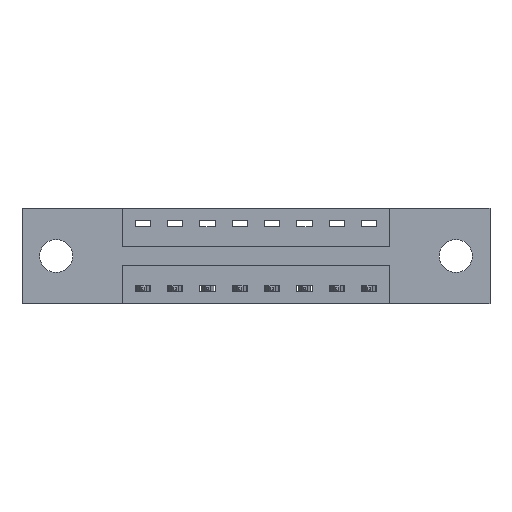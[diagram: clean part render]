
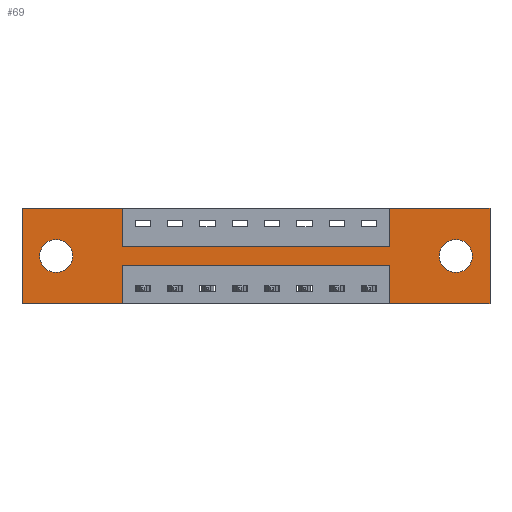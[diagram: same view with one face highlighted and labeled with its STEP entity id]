
A CAD part, front view. The second image highlights one B-rep face of the part: STEP entity #69.
In plain terms, the highlighted planar face has unit normal (0, -1, 0).
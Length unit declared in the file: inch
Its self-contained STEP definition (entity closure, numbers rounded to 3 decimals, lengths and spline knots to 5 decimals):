
#12 = ORIENTED_EDGE ( 'NONE', *, *, #9058, .F. ) ;
#27 = CARTESIAN_POINT ( 'NONE',  ( 1.4225, 0., -0.37 ) ) ;
#69 = ADVANCED_FACE ( 'NONE', ( #1372, #7261, #7035 ), #4257, .T. ) ;
#180 = EDGE_LOOP ( 'NONE', ( #6070, #7021 ) ) ;
#200 = CARTESIAN_POINT ( 'NONE',  ( 0., 0., 0. ) ) ;
#205 = CARTESIAN_POINT ( 'NONE',  ( 0.3875, 0., -0.15 ) ) ;
#217 = EDGE_CURVE ( 'NONE', #2969, #2409, #5248, .T. ) ;
#233 = LINE ( 'NONE', #3356, #6039 ) ;
#235 = CARTESIAN_POINT ( 'NONE',  ( 1.4225, 0., 0. ) ) ;
#300 = DIRECTION ( 'NONE',  ( 0., 1., 0. ) ) ;
#320 = VERTEX_POINT ( 'NONE', #1796 ) ;
#328 = VERTEX_POINT ( 'NONE', #27 ) ;
#379 = VERTEX_POINT ( 'NONE', #5913 ) ;
#402 = CARTESIAN_POINT ( 'NONE',  ( 1.6775, 0., -0.185 ) ) ;
#411 = EDGE_CURVE ( 'NONE', #4787, #320, #1115, .T. ) ;
#509 = VECTOR ( 'NONE', #6645, 39.37008 ) ;
#624 = DIRECTION ( 'NONE',  ( 0., 0., 1. ) ) ;
#640 = VERTEX_POINT ( 'NONE', #200 ) ;
#647 = CARTESIAN_POINT ( 'NONE',  ( 0., 0., 0. ) ) ;
#802 = VECTOR ( 'NONE', #5574, 39.37008 ) ;
#933 = VECTOR ( 'NONE', #5440, 39.37008 ) ;
#1005 = VECTOR ( 'NONE', #4930, 39.37008 ) ;
#1006 = AXIS2_PLACEMENT_3D ( 'NONE', #4913, #300, #5637 ) ;
#1041 = DIRECTION ( 'NONE',  ( 0., 0., 1. ) ) ;
#1115 = LINE ( 'NONE', #5031, #2994 ) ;
#1230 = DIRECTION ( 'NONE',  ( 0., 0., -1. ) ) ;
#1372 = FACE_BOUND ( 'NONE', #180, .T. ) ;
#1375 = CARTESIAN_POINT ( 'NONE',  ( 1.81, 0., -0.37 ) ) ;
#1467 = VECTOR ( 'NONE', #9171, 39.37008 ) ;
#1481 = DIRECTION ( 'NONE',  ( 0., 1., 0. ) ) ;
#1517 = CARTESIAN_POINT ( 'NONE',  ( 0.1325, 0., -0.121 ) ) ;
#1648 = DIRECTION ( 'NONE',  ( 0., 0., -1. ) ) ;
#1695 = DIRECTION ( 'NONE',  ( 0., 0., 1. ) ) ;
#1796 = CARTESIAN_POINT ( 'NONE',  ( 0.3875, 0., -0.22 ) ) ;
#2197 = CARTESIAN_POINT ( 'NONE',  ( 1.81, 0., 0. ) ) ;
#2256 = AXIS2_PLACEMENT_3D ( 'NONE', #5949, #1481, #6664 ) ;
#2409 = VERTEX_POINT ( 'NONE', #235 ) ;
#2451 = ORIENTED_EDGE ( 'NONE', *, *, #7951, .F. ) ;
#2681 = EDGE_CURVE ( 'NONE', #2409, #9273, #4603, .T. ) ;
#2969 = VERTEX_POINT ( 'NONE', #4806 ) ;
#2970 = DIRECTION ( 'NONE',  ( 1., 0., 0. ) ) ;
#2994 = VECTOR ( 'NONE', #6004, 39.37008 ) ;
#3070 = LINE ( 'NONE', #4002, #933 ) ;
#3105 = EDGE_CURVE ( 'NONE', #4023, #9166, #5046, .T. ) ;
#3327 = VECTOR ( 'NONE', #1695, 39.37008 ) ;
#3356 = CARTESIAN_POINT ( 'NONE',  ( 0., 0., -0.37 ) ) ;
#3448 = CIRCLE ( 'NONE', #2256, 0.064 ) ;
#3477 = ORIENTED_EDGE ( 'NONE', *, *, #6115, .T. ) ;
#3495 = ORIENTED_EDGE ( 'NONE', *, *, #411, .F. ) ;
#3528 = VECTOR ( 'NONE', #3721, 39.37008 ) ;
#3713 = CARTESIAN_POINT ( 'NONE',  ( 0.3875, 0., -0.15 ) ) ;
#3721 = DIRECTION ( 'NONE',  ( 0., 0., -1. ) ) ;
#3722 = EDGE_LOOP ( 'NONE', ( #4113, #3495, #12, #3947, #2451, #6950, #4013, #6933, #6923, #4043, #6958, #6870 ) ) ;
#3731 = EDGE_CURVE ( 'NONE', #8171, #6624, #233, .T. ) ;
#3785 = LINE ( 'NONE', #8482, #1467 ) ;
#3947 = ORIENTED_EDGE ( 'NONE', *, *, #7463, .F. ) ;
#3965 = VERTEX_POINT ( 'NONE', #1517 ) ;
#4002 = CARTESIAN_POINT ( 'NONE',  ( 0., 0., -0.37 ) ) ;
#4013 = ORIENTED_EDGE ( 'NONE', *, *, #217, .F. ) ;
#4023 = VERTEX_POINT ( 'NONE', #7403 ) ;
#4043 = ORIENTED_EDGE ( 'NONE', *, *, #7188, .F. ) ;
#4079 = DIRECTION ( 'NONE',  ( -1., 0., 0. ) ) ;
#4113 = ORIENTED_EDGE ( 'NONE', *, *, #5086, .F. ) ;
#4144 = CARTESIAN_POINT ( 'NONE',  ( 0., 0., 0. ) ) ;
#4228 = CARTESIAN_POINT ( 'NONE',  ( 0.3875, 0., 0. ) ) ;
#4257 = PLANE ( 'NONE',  #5232 ) ;
#4349 = DIRECTION ( 'NONE',  ( 0., 1., 0. ) ) ;
#4380 = AXIS2_PLACEMENT_3D ( 'NONE', #402, #5717, #1230 ) ;
#4420 = CIRCLE ( 'NONE', #5318, 0.064 ) ;
#4603 = LINE ( 'NONE', #647, #509 ) ;
#4787 = VERTEX_POINT ( 'NONE', #8173 ) ;
#4806 = CARTESIAN_POINT ( 'NONE',  ( 1.4225, 0., -0.15 ) ) ;
#4820 = VERTEX_POINT ( 'NONE', #5409 ) ;
#4882 = LINE ( 'NONE', #4144, #802 ) ;
#4913 = CARTESIAN_POINT ( 'NONE',  ( 1.6775, 0., -0.185 ) ) ;
#4930 = DIRECTION ( 'NONE',  ( 0., 0., -1. ) ) ;
#4998 = LINE ( 'NONE', #7561, #3327 ) ;
#5031 = CARTESIAN_POINT ( 'NONE',  ( 0.3875, 0., -0.22 ) ) ;
#5036 = EDGE_CURVE ( 'NONE', #379, #8772, #8235, .T. ) ;
#5046 = LINE ( 'NONE', #4228, #1005 ) ;
#5086 = EDGE_CURVE ( 'NONE', #320, #8171, #3785, .T. ) ;
#5232 = AXIS2_PLACEMENT_3D ( 'NONE', #6616, #5735, #1648 ) ;
#5248 = LINE ( 'NONE', #7451, #8788 ) ;
#5318 = AXIS2_PLACEMENT_3D ( 'NONE', #8589, #4349, #9283 ) ;
#5409 = CARTESIAN_POINT ( 'NONE',  ( 0.1325, 0., -0.249 ) ) ;
#5440 = DIRECTION ( 'NONE',  ( -1., 0., 0. ) ) ;
#5568 = CARTESIAN_POINT ( 'NONE',  ( 0., 0., 0. ) ) ;
#5574 = DIRECTION ( 'NONE',  ( 1., 0., 0. ) ) ;
#5637 = DIRECTION ( 'NONE',  ( 0., 0., -1. ) ) ;
#5659 = LINE ( 'NONE', #2197, #3528 ) ;
#5675 = ORIENTED_EDGE ( 'NONE', *, *, #7854, .T. ) ;
#5717 = DIRECTION ( 'NONE',  ( 0., 1., 0. ) ) ;
#5735 = DIRECTION ( 'NONE',  ( 0., -1., 0. ) ) ;
#5913 = CARTESIAN_POINT ( 'NONE',  ( 1.6775, 0., -0.121 ) ) ;
#5949 = CARTESIAN_POINT ( 'NONE',  ( 0.1325, 0., -0.185 ) ) ;
#6004 = DIRECTION ( 'NONE',  ( -1., 0., 0. ) ) ;
#6020 = LINE ( 'NONE', #3713, #9533 ) ;
#6039 = VECTOR ( 'NONE', #4079, 39.37008 ) ;
#6047 = EDGE_CURVE ( 'NONE', #9166, #2969, #6020, .T. ) ;
#6070 = ORIENTED_EDGE ( 'NONE', *, *, #5036, .T. ) ;
#6115 = EDGE_CURVE ( 'NONE', #3965, #4820, #3448, .T. ) ;
#6616 = CARTESIAN_POINT ( 'NONE',  ( 0., 0., -0.37 ) ) ;
#6624 = VERTEX_POINT ( 'NONE', #7133 ) ;
#6645 = DIRECTION ( 'NONE',  ( 1., 0., 0. ) ) ;
#6664 = DIRECTION ( 'NONE',  ( 0., 0., 1. ) ) ;
#6820 = VERTEX_POINT ( 'NONE', #1375 ) ;
#6857 = EDGE_LOOP ( 'NONE', ( #3477, #5675 ) ) ;
#6870 = ORIENTED_EDGE ( 'NONE', *, *, #3731, .F. ) ;
#6923 = ORIENTED_EDGE ( 'NONE', *, *, #3105, .F. ) ;
#6933 = ORIENTED_EDGE ( 'NONE', *, *, #6047, .F. ) ;
#6950 = ORIENTED_EDGE ( 'NONE', *, *, #2681, .F. ) ;
#6958 = ORIENTED_EDGE ( 'NONE', *, *, #7625, .F. ) ;
#7021 = ORIENTED_EDGE ( 'NONE', *, *, #7786, .T. ) ;
#7035 = FACE_OUTER_BOUND ( 'NONE', #3722, .T. ) ;
#7133 = CARTESIAN_POINT ( 'NONE',  ( 0., 0., -0.37 ) ) ;
#7188 = EDGE_CURVE ( 'NONE', #640, #4023, #4882, .T. ) ;
#7261 = FACE_BOUND ( 'NONE', #6857, .T. ) ;
#7403 = CARTESIAN_POINT ( 'NONE',  ( 0.3875, 0., 0. ) ) ;
#7451 = CARTESIAN_POINT ( 'NONE',  ( 1.4225, 0., 0. ) ) ;
#7463 = EDGE_CURVE ( 'NONE', #6820, #328, #3070, .T. ) ;
#7561 = CARTESIAN_POINT ( 'NONE',  ( 1.4225, 0., -0.37 ) ) ;
#7605 = CARTESIAN_POINT ( 'NONE',  ( 0.3875, 0., -0.37 ) ) ;
#7625 = EDGE_CURVE ( 'NONE', #6624, #640, #7887, .T. ) ;
#7786 = EDGE_CURVE ( 'NONE', #8772, #379, #8427, .T. ) ;
#7854 = EDGE_CURVE ( 'NONE', #4820, #3965, #4420, .T. ) ;
#7887 = LINE ( 'NONE', #5568, #9292 ) ;
#7951 = EDGE_CURVE ( 'NONE', #9273, #6820, #5659, .T. ) ;
#8171 = VERTEX_POINT ( 'NONE', #7605 ) ;
#8173 = CARTESIAN_POINT ( 'NONE',  ( 1.4225, 0., -0.22 ) ) ;
#8235 = CIRCLE ( 'NONE', #1006, 0.064 ) ;
#8427 = CIRCLE ( 'NONE', #4380, 0.064 ) ;
#8482 = CARTESIAN_POINT ( 'NONE',  ( 0.3875, 0., -0.37 ) ) ;
#8589 = CARTESIAN_POINT ( 'NONE',  ( 0.1325, 0., -0.185 ) ) ;
#8772 = VERTEX_POINT ( 'NONE', #9424 ) ;
#8788 = VECTOR ( 'NONE', #624, 39.37008 ) ;
#9058 = EDGE_CURVE ( 'NONE', #328, #4787, #4998, .T. ) ;
#9127 = CARTESIAN_POINT ( 'NONE',  ( 1.81, 0., 0. ) ) ;
#9166 = VERTEX_POINT ( 'NONE', #205 ) ;
#9171 = DIRECTION ( 'NONE',  ( 0., 0., -1. ) ) ;
#9273 = VERTEX_POINT ( 'NONE', #9127 ) ;
#9283 = DIRECTION ( 'NONE',  ( 0., 0., 1. ) ) ;
#9292 = VECTOR ( 'NONE', #1041, 39.37008 ) ;
#9424 = CARTESIAN_POINT ( 'NONE',  ( 1.6775, 0., -0.249 ) ) ;
#9533 = VECTOR ( 'NONE', #2970, 39.37008 ) ;
